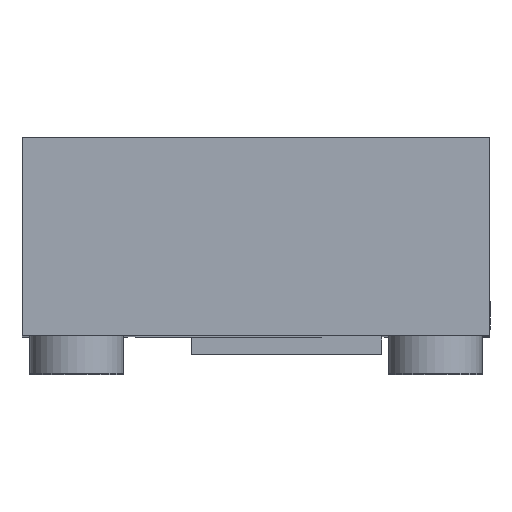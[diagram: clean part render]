
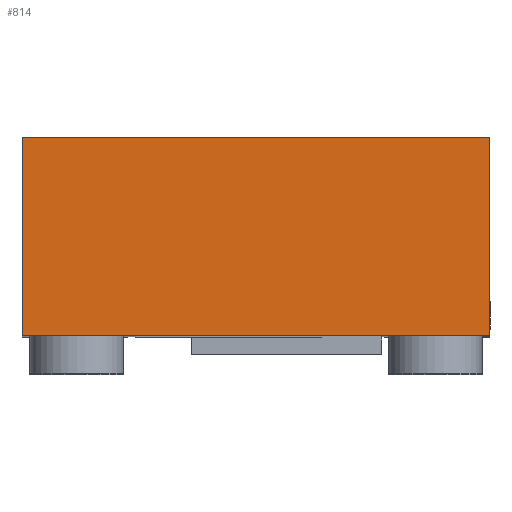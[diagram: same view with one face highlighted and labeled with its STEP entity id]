
A CAD part, top view. The second image highlights one B-rep face of the part: STEP entity #814.
In plain terms, the highlighted planar face has unit normal (0, 0, 1).
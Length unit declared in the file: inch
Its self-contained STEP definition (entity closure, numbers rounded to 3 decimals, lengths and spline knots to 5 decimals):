
#66=PLANE('',#898);
#112=FACE_OUTER_BOUND('',#170,.T.);
#170=EDGE_LOOP('',(#709,#710,#711,#712));
#233=LINE('',#1333,#307);
#253=LINE('',#1373,#327);
#255=LINE('',#1376,#329);
#256=LINE('',#1377,#330);
#307=VECTOR('',#1083,0.3937);
#327=VECTOR('',#1119,0.3937);
#329=VECTOR('',#1123,0.3937);
#330=VECTOR('',#1124,0.3937);
#423=VERTEX_POINT('',#1330);
#424=VERTEX_POINT('',#1332);
#435=VERTEX_POINT('',#1370);
#436=VERTEX_POINT('',#1372);
#519=EDGE_CURVE('',#424,#423,#233,.T.);
#539=EDGE_CURVE('',#435,#436,#253,.T.);
#541=EDGE_CURVE('',#435,#424,#255,.T.);
#542=EDGE_CURVE('',#436,#423,#256,.T.);
#709=ORIENTED_EDGE('',*,*,#541,.T.);
#710=ORIENTED_EDGE('',*,*,#519,.T.);
#711=ORIENTED_EDGE('',*,*,#542,.F.);
#712=ORIENTED_EDGE('',*,*,#539,.F.);
#814=ADVANCED_FACE('',(#112),#66,.T.);
#898=AXIS2_PLACEMENT_3D('',#1375,#1121,#1122);
#1083=DIRECTION('',(0.,1.,0.));
#1119=DIRECTION('',(0.,1.,0.));
#1121=DIRECTION('center_axis',(0.,0.,1.));
#1122=DIRECTION('ref_axis',(1.,0.,0.));
#1123=DIRECTION('',(1.,0.,0.));
#1124=DIRECTION('',(1.,0.,0.));
#1330=CARTESIAN_POINT('',(0.59055,0.5,1.27953));
#1332=CARTESIAN_POINT('',(0.59055,0.,1.27953));
#1333=CARTESIAN_POINT('',(0.59055,0.,1.27953));
#1370=CARTESIAN_POINT('',(-0.59055,0.,1.27953));
#1372=CARTESIAN_POINT('',(-0.59055,0.5,1.27953));
#1373=CARTESIAN_POINT('',(-0.59055,0.,1.27953));
#1375=CARTESIAN_POINT('Origin',(-0.59055,0.,1.27953));
#1376=CARTESIAN_POINT('',(-0.59055,0.,1.27953));
#1377=CARTESIAN_POINT('',(-0.59055,0.5,1.27953));
